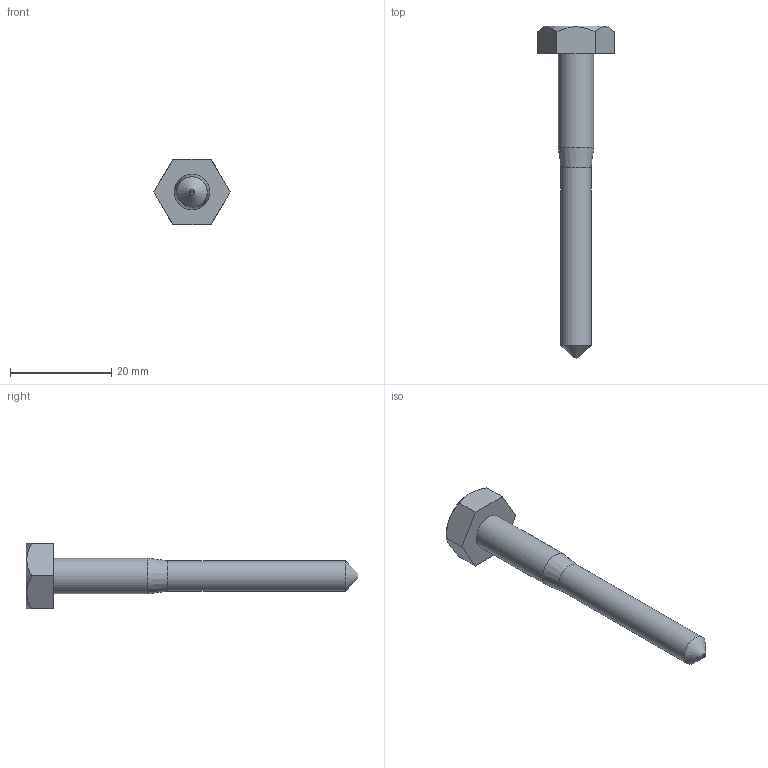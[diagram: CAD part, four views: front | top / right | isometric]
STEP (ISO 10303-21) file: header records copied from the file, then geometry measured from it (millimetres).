
FILE_DESCRIPTION (( 'STEP AP203' ), '1' );
FILE_NAME ('58365-240-60.STEP', '2020-01-24T12:39:32', ( '' ), ( '' ), 'SwSTEP 2.0', 'SolidWorks 2015', '' );
FILE_SCHEMA (( 'CONFIG_CONTROL_DESIGN' ));
Length unit declared in the file: millimetre
Products named in the file (2): 58365-240-60
Bounding box: 15.01 x 65.5 x 13 mm (x, y, z)
Volume: 2661.1 mm3; surface area: 1676.8 mm2
Topology: 1 solids, 1 shells, 283 faces, 749 edges, 501 vertices
Faces by surface type: plane 141, bspline 137, cone 3, cylinder 2
Full cylindrical faces by diameter (mm): 6 x1, 7 x1
Entity records: 16542 total; most frequent: CARTESIAN_POINT 10345, ORIENTED_EDGE 1482, DIRECTION 763, EDGE_CURVE 741, VERTEX_POINT 496, VECTOR 455, LINE 455, EDGE_LOOP 319
